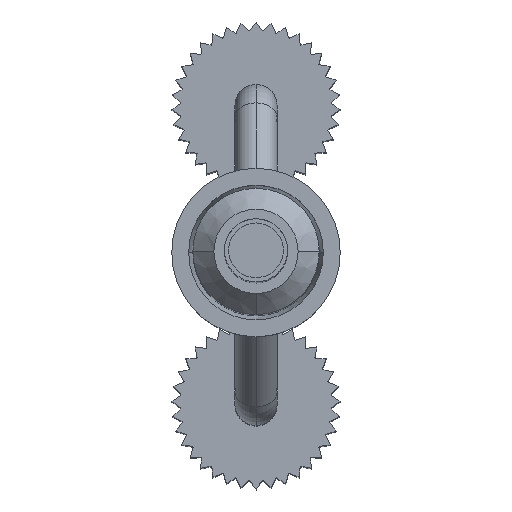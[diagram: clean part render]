
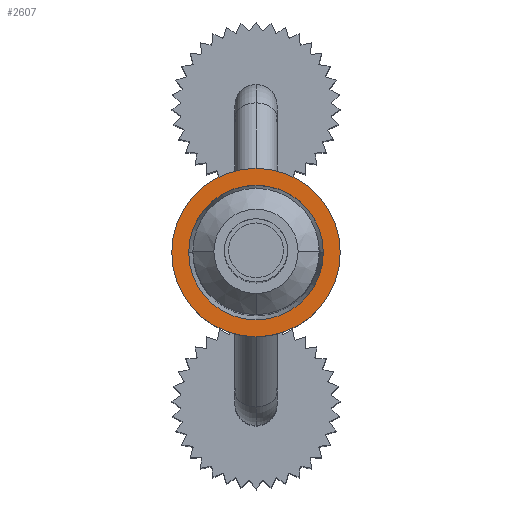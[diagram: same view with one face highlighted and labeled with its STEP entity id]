
A CAD part, top view. The second image highlights one B-rep face of the part: STEP entity #2607.
In plain terms, the highlighted planar face has unit normal (0, 0, 1).
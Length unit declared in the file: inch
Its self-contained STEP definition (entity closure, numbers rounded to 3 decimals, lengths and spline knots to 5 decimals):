
#76 = ORIENTED_EDGE ( 'NONE', *, *, #9497, .F. ) ;
#340 = DIRECTION ( 'NONE',  ( 0., 0., -1. ) ) ;
#659 = CIRCLE ( 'NONE', #6398, 0.06299 ) ;
#960 = CARTESIAN_POINT ( 'NONE',  ( 0., 0., 0.09843 ) ) ;
#1491 = FACE_BOUND ( 'NONE', #2183, .T. ) ;
#1513 = AXIS2_PLACEMENT_3D ( 'NONE', #2754, #5963, #3602 ) ;
#1801 = DIRECTION ( 'NONE',  ( 0., 0., 1. ) ) ;
#2183 = EDGE_LOOP ( 'NONE', ( #10151, #76 ) ) ;
#2470 = VERTEX_POINT ( 'NONE', #6970 ) ;
#2607 = ADVANCED_FACE ( 'NONE', ( #1491, #5434 ), #4648, .T. ) ;
#2642 = AXIS2_PLACEMENT_3D ( 'NONE', #7976, #7869, #7131 ) ;
#2754 = CARTESIAN_POINT ( 'NONE',  ( 0., 0., 0.09843 ) ) ;
#3254 = EDGE_LOOP ( 'NONE', ( #6605, #8139 ) ) ;
#3535 = AXIS2_PLACEMENT_3D ( 'NONE', #4405, #340, #4356 ) ;
#3602 = DIRECTION ( 'NONE',  ( 1., 0., 0. ) ) ;
#4156 = CARTESIAN_POINT ( 'NONE',  ( 0.06299, 0., 0.09843 ) ) ;
#4174 = EDGE_CURVE ( 'NONE', #4714, #2470, #6399, .T. ) ;
#4250 = VERTEX_POINT ( 'NONE', #4588 ) ;
#4356 = DIRECTION ( 'NONE',  ( -1., 0., 0. ) ) ;
#4405 = CARTESIAN_POINT ( 'NONE',  ( 0., 0., 0.09843 ) ) ;
#4588 = CARTESIAN_POINT ( 'NONE',  ( -0.06299, 0., 0.09843 ) ) ;
#4648 = PLANE ( 'NONE',  #2642 ) ;
#4714 = VERTEX_POINT ( 'NONE', #6243 ) ;
#4766 = DIRECTION ( 'NONE',  ( 1., 0., 0. ) ) ;
#5434 = FACE_OUTER_BOUND ( 'NONE', #3254, .T. ) ;
#5513 = CARTESIAN_POINT ( 'NONE',  ( 0., 0., 0.09843 ) ) ;
#5606 = DIRECTION ( 'NONE',  ( -1., 0., 0. ) ) ;
#5612 = VERTEX_POINT ( 'NONE', #4156 ) ;
#5963 = DIRECTION ( 'NONE',  ( 0., 0., -1. ) ) ;
#6243 = CARTESIAN_POINT ( 'NONE',  ( 0.07874, 0., 0.09843 ) ) ;
#6398 = AXIS2_PLACEMENT_3D ( 'NONE', #960, #1801, #5606 ) ;
#6399 = CIRCLE ( 'NONE', #1513, 0.07874 ) ;
#6553 = CIRCLE ( 'NONE', #3535, 0.07874 ) ;
#6605 = ORIENTED_EDGE ( 'NONE', *, *, #4174, .F. ) ;
#6970 = CARTESIAN_POINT ( 'NONE',  ( -0.07874, 0., 0.09843 ) ) ;
#7131 = DIRECTION ( 'NONE',  ( 1., 0., 0. ) ) ;
#7869 = DIRECTION ( 'NONE',  ( 0., 0., 1. ) ) ;
#7976 = CARTESIAN_POINT ( 'NONE',  ( 0.06299, 0., 0.09843 ) ) ;
#8139 = ORIENTED_EDGE ( 'NONE', *, *, #8291, .F. ) ;
#8291 = EDGE_CURVE ( 'NONE', #2470, #4714, #6553, .T. ) ;
#8736 = DIRECTION ( 'NONE',  ( 0., 0., 1. ) ) ;
#8929 = EDGE_CURVE ( 'NONE', #4250, #5612, #659, .T. ) ;
#9123 = AXIS2_PLACEMENT_3D ( 'NONE', #5513, #8736, #4766 ) ;
#9497 = EDGE_CURVE ( 'NONE', #5612, #4250, #10145, .T. ) ;
#10145 = CIRCLE ( 'NONE', #9123, 0.06299 ) ;
#10151 = ORIENTED_EDGE ( 'NONE', *, *, #8929, .F. ) ;
